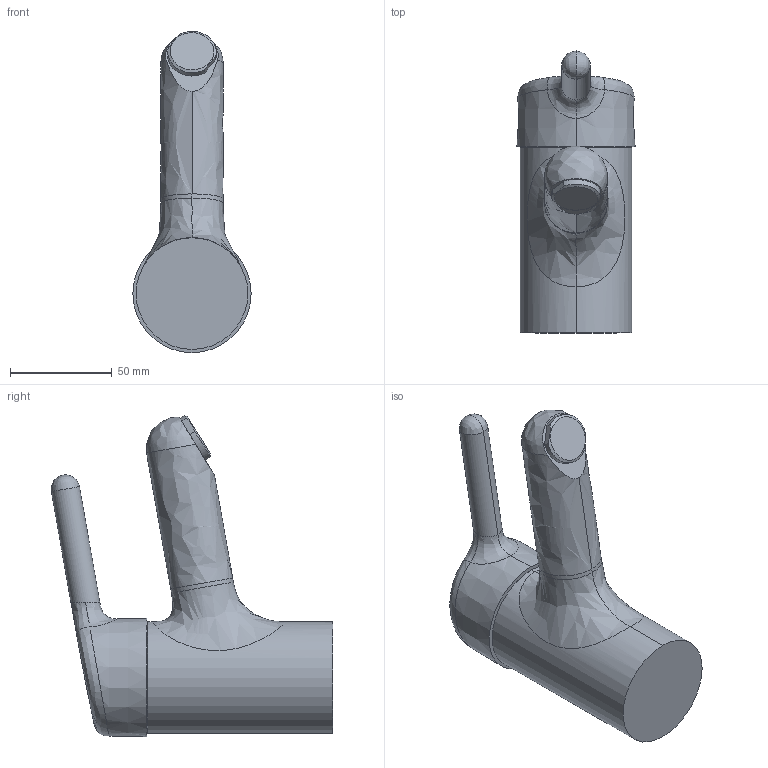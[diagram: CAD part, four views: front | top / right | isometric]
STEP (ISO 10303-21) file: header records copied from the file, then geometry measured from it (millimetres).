
FILE_DESCRIPTION (( 'STEP AP203' ), '1' );
FILE_NAME ('01642103.STEP', '2018-03-02T05:24:07', ( '' ), ( '' ), 'SwSTEP 2.0', 'SolidWorks 2016', '' );
FILE_SCHEMA (( 'CONFIG_CONTROL_DESIGN' ));
Length unit declared in the file: millimetre
Products named in the file (1): 01642103
Bounding box: 58.2 x 138.67 x 158.21 mm (x, y, z)
Volume: 384998.3 mm3; surface area: 39548.4 mm2
Topology: 1 solids, 1 shells, 44 faces, 109 edges, 66 vertices
Faces by surface type: bspline 21, cylinder 10, plane 7, cone 6
Entity records: 8327 total; most frequent: CARTESIAN_POINT 7403, ORIENTED_EDGE 210, DIRECTION 117, EDGE_CURVE 105, VERTEX_POINT 66, B_SPLINE_CURVE_WITH_KNOTS 52, EDGE_LOOP 47, AXIS2_PLACEMENT_3D 46
